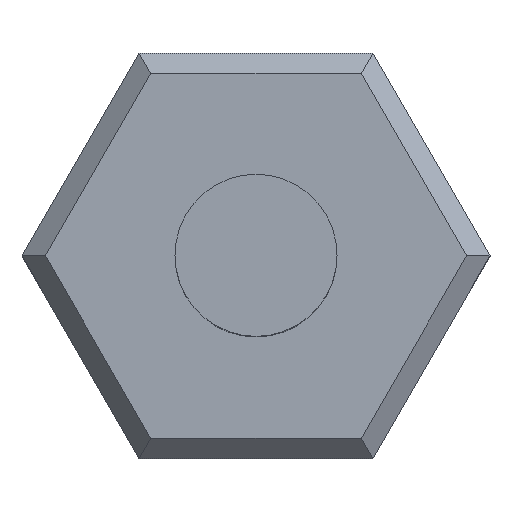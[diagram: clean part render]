
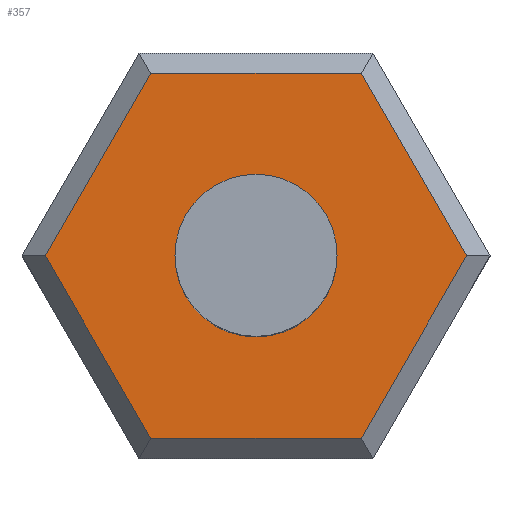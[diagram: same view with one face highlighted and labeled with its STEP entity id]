
A CAD part, top view. The second image highlights one B-rep face of the part: STEP entity #357.
In plain terms, the highlighted planar face has unit normal (0, 0, 1).
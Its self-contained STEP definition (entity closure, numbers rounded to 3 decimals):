
#16=FACE_BOUND('',#69,.T.);
#29=PLANE('',#402);
#47=FACE_OUTER_BOUND('',#68,.T.);
#68=EDGE_LOOP('',(#289,#290,#291,#292,#293,#294));
#69=EDGE_LOOP('',(#295,#296));
#82=LINE('',#545,#115);
#86=LINE('',#553,#119);
#89=LINE('',#559,#122);
#92=LINE('',#565,#125);
#96=LINE('',#573,#129);
#99=LINE('',#577,#132);
#115=VECTOR('',#440,10.);
#119=VECTOR('',#446,10.);
#122=VECTOR('',#451,10.);
#125=VECTOR('',#456,10.);
#129=VECTOR('',#462,10.);
#132=VECTOR('',#467,10.);
#149=CIRCLE('',#390,2.);
#150=CIRCLE('',#391,2.);
#165=VERTEX_POINT('',#536);
#166=VERTEX_POINT('',#538);
#167=VERTEX_POINT('',#543);
#168=VERTEX_POINT('',#544);
#171=VERTEX_POINT('',#552);
#173=VERTEX_POINT('',#558);
#175=VERTEX_POINT('',#564);
#178=VERTEX_POINT('',#572);
#199=EDGE_CURVE('',#166,#165,#149,.T.);
#200=EDGE_CURVE('',#165,#166,#150,.T.);
#201=EDGE_CURVE('',#167,#168,#82,.T.);
#205=EDGE_CURVE('',#168,#171,#86,.T.);
#208=EDGE_CURVE('',#171,#173,#89,.T.);
#211=EDGE_CURVE('',#173,#175,#92,.T.);
#215=EDGE_CURVE('',#175,#178,#96,.T.);
#218=EDGE_CURVE('',#178,#167,#99,.T.);
#289=ORIENTED_EDGE('',*,*,#201,.F.);
#290=ORIENTED_EDGE('',*,*,#218,.F.);
#291=ORIENTED_EDGE('',*,*,#215,.F.);
#292=ORIENTED_EDGE('',*,*,#211,.F.);
#293=ORIENTED_EDGE('',*,*,#208,.F.);
#294=ORIENTED_EDGE('',*,*,#205,.F.);
#295=ORIENTED_EDGE('',*,*,#199,.T.);
#296=ORIENTED_EDGE('',*,*,#200,.T.);
#357=ADVANCED_FACE('',(#47,#16),#29,.T.);
#390=AXIS2_PLACEMENT_3D('',#539,#432,#433);
#391=AXIS2_PLACEMENT_3D('',#540,#434,#435);
#402=AXIS2_PLACEMENT_3D('',#592,#481,#482);
#432=DIRECTION('center_axis',(0.,0.,-1.));
#433=DIRECTION('ref_axis',(1.,0.,0.));
#434=DIRECTION('center_axis',(0.,0.,-1.));
#435=DIRECTION('ref_axis',(1.,0.,0.));
#440=DIRECTION('',(-1.,0.,0.));
#446=DIRECTION('',(-0.5,0.866,0.));
#451=DIRECTION('',(0.5,0.866,0.));
#456=DIRECTION('',(1.,0.,0.));
#462=DIRECTION('',(0.5,-0.866,0.));
#467=DIRECTION('',(-0.5,-0.866,0.));
#481=DIRECTION('center_axis',(0.,0.,1.));
#482=DIRECTION('ref_axis',(1.,0.,0.));
#536=CARTESIAN_POINT('',(-2.,0.,16.5));
#538=CARTESIAN_POINT('',(2.,0.,16.5));
#539=CARTESIAN_POINT('Origin',(0.,0.,16.5));
#540=CARTESIAN_POINT('Origin',(0.,0.,16.5));
#543=CARTESIAN_POINT('',(2.598,-4.5,16.5));
#544=CARTESIAN_POINT('',(-2.598,-4.5,16.5));
#545=CARTESIAN_POINT('',(-1.443,-4.5,16.5));
#552=CARTESIAN_POINT('',(-5.196,0.,16.5));
#553=CARTESIAN_POINT('',(-4.619,-1.,16.5));
#558=CARTESIAN_POINT('',(-2.598,4.5,16.5));
#559=CARTESIAN_POINT('',(-3.175,3.5,16.5));
#564=CARTESIAN_POINT('',(2.598,4.5,16.5));
#565=CARTESIAN_POINT('',(1.443,4.5,16.5));
#572=CARTESIAN_POINT('',(5.196,0.,16.5));
#573=CARTESIAN_POINT('',(4.619,1.,16.5));
#577=CARTESIAN_POINT('',(3.175,-3.5,16.5));
#592=CARTESIAN_POINT('Origin',(0.,0.,16.5));
